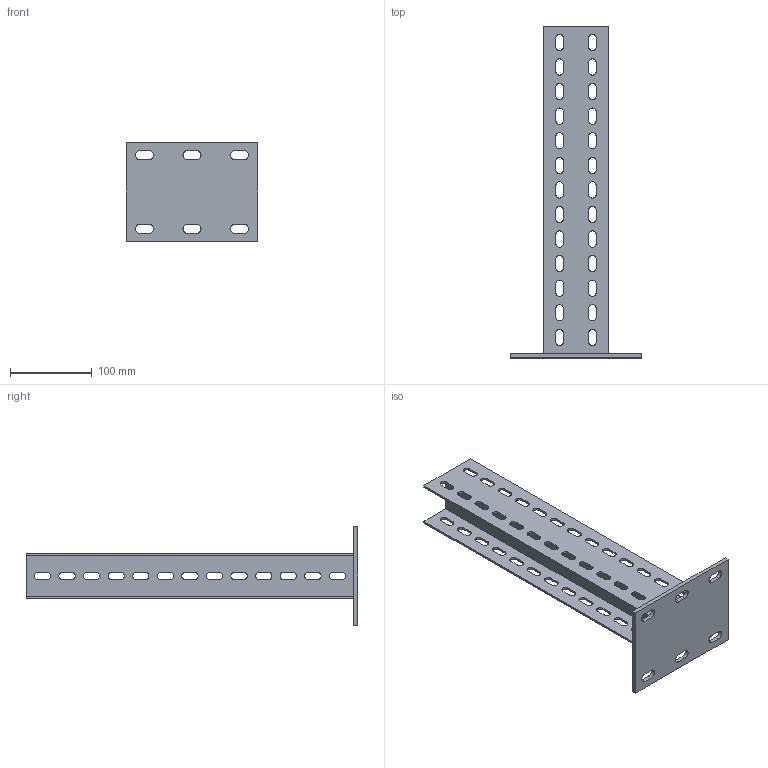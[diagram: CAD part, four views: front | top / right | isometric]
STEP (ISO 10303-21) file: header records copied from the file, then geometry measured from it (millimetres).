
FILE_DESCRIPTION (( 'STEP AP203' ), '1' );
FILE_NAME ('CLW10-KPD-400-HDZ Êðîíøòåéí ïîòîëî÷íûé äâîéíîé 400 HDZ IEK.STEP', '2016-05-11T09:26:39', ( '' ), ( '' ), 'SwSTEP 2.0', 'SolidWorks 2014', '' );
FILE_SCHEMA (( 'CONFIG_CONTROL_DESIGN' ));
Length unit declared in the file: millimetre
Products named in the file (1): CLW10-KPD-400-HDZ Êðîíøòåéí ïîòîëî÷íûé äâîéíîé 400 HDZ IEK
Bounding box: 160 x 405 x 120 mm (x, y, z)
Volume: 319808.6 mm3; surface area: 197767.6 mm2
Topology: 1 solids, 1 shells, 303 faces, 900 edges, 600 vertices
Faces by surface type: plane 161, cylinder 142
Entity records: 10579 total; most frequent: CARTESIAN_POINT 1804, ORIENTED_EDGE 1800, DIRECTION 1792, EDGE_CURVE 900, LINE 616, VECTOR 616, VERTEX_POINT 600, AXIS2_PLACEMENT_3D 588
